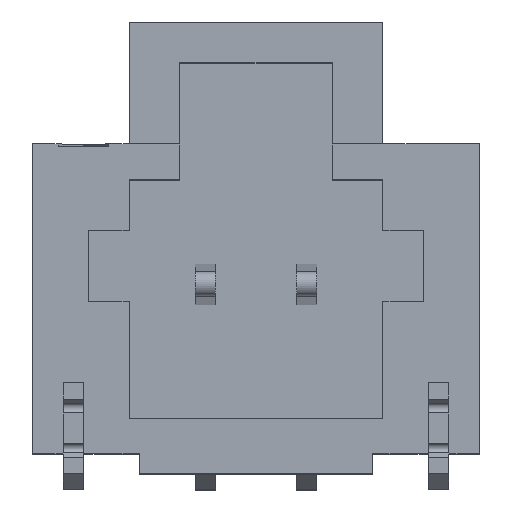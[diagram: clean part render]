
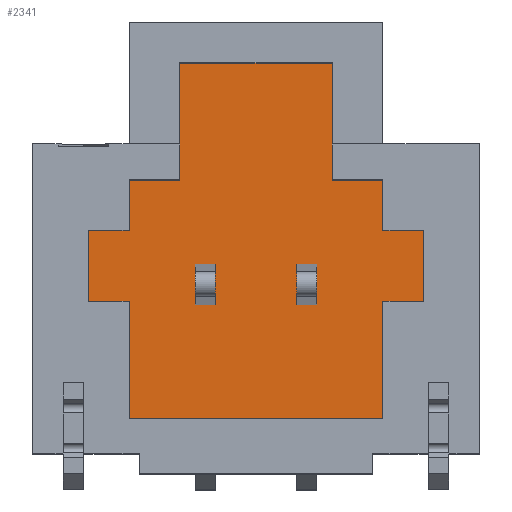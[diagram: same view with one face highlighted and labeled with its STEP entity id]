
A CAD part, top view. The second image highlights one B-rep face of the part: STEP entity #2341.
In plain terms, the highlighted face is planar.
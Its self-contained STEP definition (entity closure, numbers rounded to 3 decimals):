
#371=ORIENTED_EDGE('',*,*,#890,.T.);
#372=ORIENTED_EDGE('',*,*,#893,.T.);
#373=ORIENTED_EDGE('',*,*,#895,.T.);
#374=ORIENTED_EDGE('',*,*,#897,.T.);
#375=ORIENTED_EDGE('',*,*,#899,.T.);
#376=ORIENTED_EDGE('',*,*,#901,.T.);
#377=ORIENTED_EDGE('',*,*,#903,.T.);
#378=ORIENTED_EDGE('',*,*,#905,.T.);
#379=ORIENTED_EDGE('',*,*,#907,.T.);
#380=ORIENTED_EDGE('',*,*,#909,.T.);
#381=ORIENTED_EDGE('',*,*,#911,.T.);
#382=ORIENTED_EDGE('',*,*,#918,.T.);
#383=ORIENTED_EDGE('',*,*,#805,.T.);
#384=ORIENTED_EDGE('',*,*,#919,.T.);
#385=ORIENTED_EDGE('',*,*,#913,.T.);
#386=ORIENTED_EDGE('',*,*,#915,.T.);
#805=EDGE_CURVE('',#1143,#1142,#1365,.T.);
#890=EDGE_CURVE('',#1195,#1194,#1449,.T.);
#893=EDGE_CURVE('',#1194,#1196,#1452,.T.);
#895=EDGE_CURVE('',#1196,#1197,#1454,.T.);
#897=EDGE_CURVE('',#1197,#1198,#1456,.T.);
#899=EDGE_CURVE('',#1198,#1199,#1458,.T.);
#901=EDGE_CURVE('',#1199,#1200,#1460,.T.);
#903=EDGE_CURVE('',#1200,#1201,#1462,.T.);
#905=EDGE_CURVE('',#1201,#1202,#1464,.T.);
#907=EDGE_CURVE('',#1202,#1203,#1466,.T.);
#909=EDGE_CURVE('',#1203,#1204,#1468,.T.);
#911=EDGE_CURVE('',#1204,#1205,#1470,.T.);
#913=EDGE_CURVE('',#1207,#1206,#1472,.T.);
#915=EDGE_CURVE('',#1206,#1195,#1474,.T.);
#918=EDGE_CURVE('',#1205,#1143,#1477,.T.);
#919=EDGE_CURVE('',#1142,#1207,#1478,.T.);
#1142=VERTEX_POINT('',#3323);
#1143=VERTEX_POINT('',#3325);
#1194=VERTEX_POINT('',#3490);
#1195=VERTEX_POINT('',#3492);
#1196=VERTEX_POINT('',#3496);
#1197=VERTEX_POINT('',#3500);
#1198=VERTEX_POINT('',#3504);
#1199=VERTEX_POINT('',#3508);
#1200=VERTEX_POINT('',#3512);
#1201=VERTEX_POINT('',#3516);
#1202=VERTEX_POINT('',#3520);
#1203=VERTEX_POINT('',#3524);
#1204=VERTEX_POINT('',#3528);
#1205=VERTEX_POINT('',#3532);
#1206=VERTEX_POINT('',#3536);
#1207=VERTEX_POINT('',#3538);
#1365=LINE('',#3324,#1680);
#1449=LINE('',#3491,#1764);
#1452=LINE('',#3497,#1767);
#1454=LINE('',#3501,#1769);
#1456=LINE('',#3505,#1771);
#1458=LINE('',#3509,#1773);
#1460=LINE('',#3513,#1775);
#1462=LINE('',#3517,#1777);
#1464=LINE('',#3521,#1779);
#1466=LINE('',#3525,#1781);
#1468=LINE('',#3529,#1783);
#1470=LINE('',#3533,#1785);
#1472=LINE('',#3537,#1787);
#1474=LINE('',#3541,#1789);
#1477=LINE('',#3545,#1792);
#1478=LINE('',#3547,#1793);
#1680=VECTOR('',#2667,1000.);
#1764=VECTOR('',#2813,1000.);
#1767=VECTOR('',#2818,1000.);
#1769=VECTOR('',#2822,1000.);
#1771=VECTOR('',#2826,1000.);
#1773=VECTOR('',#2830,1000.);
#1775=VECTOR('',#2834,1000.);
#1777=VECTOR('',#2838,1000.);
#1779=VECTOR('',#2842,1000.);
#1781=VECTOR('',#2846,1000.);
#1783=VECTOR('',#2850,1000.);
#1785=VECTOR('',#2854,1000.);
#1787=VECTOR('',#2858,1000.);
#1789=VECTOR('',#2862,1000.);
#1792=VECTOR('',#2867,1000.);
#1793=VECTOR('',#2870,1000.);
#1992=EDGE_LOOP('',(#371,#372,#373,#374,#375,#376,#377,#378,#379,#380,#381,
#382,#383,#384,#385,#386));
#2113=FACE_BOUND('',#1992,.T.);
#2233=PLANE('',#2504);
#2341=ADVANCED_FACE('',(#2113),#2233,.T.);
#2504=AXIS2_PLACEMENT_3D('',#3550,#2873,#2874);
#2667=DIRECTION('',(-1.,0.,0.));
#2813=DIRECTION('',(-1.,0.,0.));
#2818=DIRECTION('',(0.,0.,1.));
#2822=DIRECTION('',(1.,0.,0.));
#2826=DIRECTION('',(0.,0.,1.));
#2830=DIRECTION('',(1.,0.,0.));
#2834=DIRECTION('',(0.,0.,-1.));
#2838=DIRECTION('',(1.,0.,0.));
#2842=DIRECTION('',(0.,0.,-1.));
#2846=DIRECTION('',(-1.,0.,0.));
#2850=DIRECTION('',(0.,0.,-1.));
#2854=DIRECTION('',(-1.,0.,0.));
#2858=DIRECTION('',(-1.,0.,0.));
#2862=DIRECTION('',(0.,0.,1.));
#2867=DIRECTION('',(0.,0.,-1.));
#2870=DIRECTION('',(0.,0.,1.));
#2873=DIRECTION('',(0.,1.,0.));
#2874=DIRECTION('',(0.,0.,1.));
#3323=CARTESIAN_POINT('',(-0.75,1.25,-1.825));
#3324=CARTESIAN_POINT('',(0.75,1.25,-1.825));
#3325=CARTESIAN_POINT('',(0.75,1.25,-1.825));
#3490=CARTESIAN_POINT('',(-1.65,1.25,-0.175));
#3491=CARTESIAN_POINT('',(-1.25,1.25,-0.175));
#3492=CARTESIAN_POINT('',(-1.25,1.25,-0.175));
#3496=CARTESIAN_POINT('',(-1.65,1.25,0.525));
#3497=CARTESIAN_POINT('',(-1.65,1.25,-0.175));
#3500=CARTESIAN_POINT('',(-1.25,1.25,0.525));
#3501=CARTESIAN_POINT('',(-1.65,1.25,0.525));
#3504=CARTESIAN_POINT('',(-1.25,1.25,1.675));
#3505=CARTESIAN_POINT('',(-1.25,1.25,0.525));
#3508=CARTESIAN_POINT('',(1.25,1.25,1.675));
#3509=CARTESIAN_POINT('',(-1.25,1.25,1.675));
#3512=CARTESIAN_POINT('',(1.25,1.25,0.525));
#3513=CARTESIAN_POINT('',(1.25,1.25,1.675));
#3516=CARTESIAN_POINT('',(1.65,1.25,0.525));
#3517=CARTESIAN_POINT('',(1.25,1.25,0.525));
#3520=CARTESIAN_POINT('',(1.65,1.25,-0.175));
#3521=CARTESIAN_POINT('',(1.65,1.25,0.525));
#3524=CARTESIAN_POINT('',(1.25,1.25,-0.175));
#3525=CARTESIAN_POINT('',(1.65,1.25,-0.175));
#3528=CARTESIAN_POINT('',(1.25,1.25,-0.675));
#3529=CARTESIAN_POINT('',(1.25,1.25,-0.175));
#3532=CARTESIAN_POINT('',(0.75,1.25,-0.675));
#3533=CARTESIAN_POINT('',(1.25,1.25,-0.675));
#3536=CARTESIAN_POINT('',(-1.25,1.25,-0.675));
#3537=CARTESIAN_POINT('',(-0.75,1.25,-0.675));
#3538=CARTESIAN_POINT('',(-0.75,1.25,-0.675));
#3541=CARTESIAN_POINT('',(-1.25,1.25,-0.675));
#3545=CARTESIAN_POINT('',(0.75,1.25,-0.675));
#3547=CARTESIAN_POINT('',(-0.75,1.25,-1.825));
#3550=CARTESIAN_POINT('',(0.,1.25,0.));
